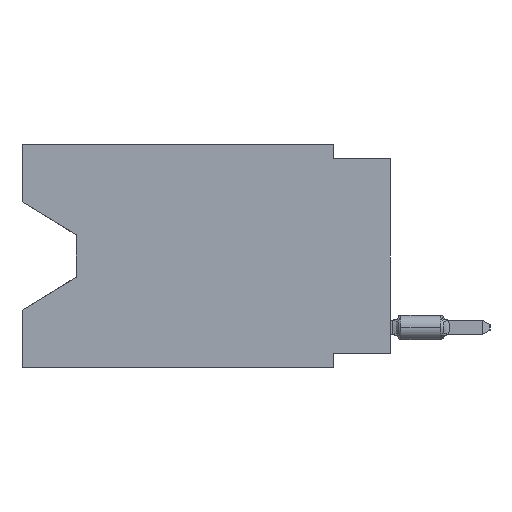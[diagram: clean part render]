
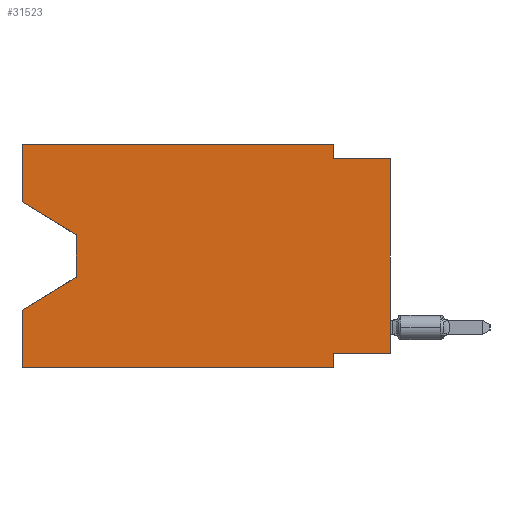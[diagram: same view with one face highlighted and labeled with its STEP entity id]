
A CAD part, left-side view. The second image highlights one B-rep face of the part: STEP entity #31523.
In plain terms, the highlighted planar face has unit normal (-1, 0, 0).
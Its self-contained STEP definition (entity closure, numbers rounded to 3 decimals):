
#1128 = DIRECTION ( 'NONE',  ( 0., 0., -1. ) ) ;
#4722 = CARTESIAN_POINT ( 'NONE',  ( 0., 2.54, -9.271 ) ) ;
#5395 = CARTESIAN_POINT ( 'NONE',  ( 0., 13.97, -5.893 ) ) ;
#5412 = CARTESIAN_POINT ( 'NONE',  ( 0., 13.97, -4.013 ) ) ;
#7086 = DIRECTION ( 'NONE',  ( 0., 0., 1. ) ) ;
#8075 = DIRECTION ( 'NONE',  ( 0., -1., 0. ) ) ;
#8509 = LINE ( 'NONE', #49051, #76432 ) ;
#10754 = EDGE_CURVE ( 'NONE', #77204, #19136, #24153, .T. ) ;
#11443 = CARTESIAN_POINT ( 'NONE',  ( 0., 16.383, -2.546 ) ) ;
#11526 = DIRECTION ( 'NONE',  ( 0., 0., -1. ) ) ;
#11994 = CARTESIAN_POINT ( 'NONE',  ( 0., 2.54, 0. ) ) ;
#12208 = VECTOR ( 'NONE', #38373, 1000. ) ;
#13220 = CARTESIAN_POINT ( 'NONE',  ( 0., 0., -9.271 ) ) ;
#14836 = VERTEX_POINT ( 'NONE', #11443 ) ;
#14960 = VERTEX_POINT ( 'NONE', #24248 ) ;
#15263 = ORIENTED_EDGE ( 'NONE', *, *, #33270, .F. ) ;
#16424 = EDGE_CURVE ( 'NONE', #14836, #14960, #77654, .T. ) ;
#16773 = ORIENTED_EDGE ( 'NONE', *, *, #44135, .F. ) ;
#17099 = EDGE_CURVE ( 'NONE', #41448, #18060, #27145, .T. ) ;
#18060 = VERTEX_POINT ( 'NONE', #23205 ) ;
#18537 = VERTEX_POINT ( 'NONE', #13220 ) ;
#18654 = FACE_OUTER_BOUND ( 'NONE', #51743, .T. ) ;
#18673 = VECTOR ( 'NONE', #31147, 1000. ) ;
#19136 = VERTEX_POINT ( 'NONE', #55371 ) ;
#19396 = CARTESIAN_POINT ( 'NONE',  ( 0., 0., 0. ) ) ;
#20216 = ORIENTED_EDGE ( 'NONE', *, *, #16424, .F. ) ;
#21431 = CARTESIAN_POINT ( 'NONE',  ( 0., 16.383, -2.546 ) ) ;
#22803 = VERTEX_POINT ( 'NONE', #11994 ) ;
#23205 = CARTESIAN_POINT ( 'NONE',  ( 0., 16.383, -7.36 ) ) ;
#23219 = ORIENTED_EDGE ( 'NONE', *, *, #47640, .T. ) ;
#24153 = LINE ( 'NONE', #25049, #87494 ) ;
#24248 = CARTESIAN_POINT ( 'NONE',  ( 0., 16.383, 0. ) ) ;
#25049 = CARTESIAN_POINT ( 'NONE',  ( 0., 0., -0.635 ) ) ;
#27007 = CARTESIAN_POINT ( 'NONE',  ( 0., 2.54, 0. ) ) ;
#27025 = CARTESIAN_POINT ( 'NONE',  ( 0., 0., -9.271 ) ) ;
#27145 = LINE ( 'NONE', #47616, #72282 ) ;
#31147 = DIRECTION ( 'NONE',  ( 0., 0.855, -0.519 ) ) ;
#31523 = ADVANCED_FACE ( 'NONE', ( #18654 ), #67204, .F. ) ;
#32012 = DIRECTION ( 'NONE',  ( 1., 0., 0. ) ) ;
#33270 = EDGE_CURVE ( 'NONE', #22803, #77204, #62169, .T. ) ;
#34233 = VECTOR ( 'NONE', #43244, 1000. ) ;
#34683 = ORIENTED_EDGE ( 'NONE', *, *, #49428, .T. ) ;
#35659 = LINE ( 'NONE', #21431, #81928 ) ;
#35868 = EDGE_CURVE ( 'NONE', #18537, #72337, #81377, .T. ) ;
#38187 = CARTESIAN_POINT ( 'NONE',  ( 0., 13.97, -4.013 ) ) ;
#38373 = DIRECTION ( 'NONE',  ( 0., 0., -1. ) ) ;
#38614 = VERTEX_POINT ( 'NONE', #5395 ) ;
#39686 = DIRECTION ( 'NONE',  ( 0., 0., -1. ) ) ;
#40014 = ORIENTED_EDGE ( 'NONE', *, *, #52089, .T. ) ;
#41448 = VERTEX_POINT ( 'NONE', #66838 ) ;
#41822 = AXIS2_PLACEMENT_3D ( 'NONE', #65881, #32012, #11526 ) ;
#43183 = ORIENTED_EDGE ( 'NONE', *, *, #66745, .F. ) ;
#43244 = DIRECTION ( 'NONE',  ( 0., -1., 0. ) ) ;
#44135 = EDGE_CURVE ( 'NONE', #14960, #22803, #8509, .T. ) ;
#47104 = EDGE_CURVE ( 'NONE', #41448, #47455, #51237, .T. ) ;
#47455 = VERTEX_POINT ( 'NONE', #52791 ) ;
#47616 = CARTESIAN_POINT ( 'NONE',  ( 0., 16.383, 0. ) ) ;
#47640 = EDGE_CURVE ( 'NONE', #18537, #19136, #87122, .T. ) ;
#49051 = CARTESIAN_POINT ( 'NONE',  ( 0., 16.383, 0. ) ) ;
#49428 = EDGE_CURVE ( 'NONE', #38614, #18060, #51638, .T. ) ;
#49790 = DIRECTION ( 'NONE',  ( 0., 0., 1. ) ) ;
#49940 = VECTOR ( 'NONE', #49790, 1000. ) ;
#51237 = LINE ( 'NONE', #65055, #34233 ) ;
#51638 = LINE ( 'NONE', #64125, #18673 ) ;
#51743 = EDGE_LOOP ( 'NONE', ( #81556, #40014, #34683, #71010, #72678, #43183, #63155, #23219, #64534, #15263, #16773, #20216 ) ) ;
#52089 = EDGE_CURVE ( 'NONE', #76245, #38614, #55146, .T. ) ;
#52791 = CARTESIAN_POINT ( 'NONE',  ( 0., 2.54, -9.906 ) ) ;
#55146 = LINE ( 'NONE', #5412, #12208 ) ;
#55371 = CARTESIAN_POINT ( 'NONE',  ( 0., 0., -0.635 ) ) ;
#58385 = CARTESIAN_POINT ( 'NONE',  ( 0., 2.54, -9.906 ) ) ;
#61316 = DIRECTION ( 'NONE',  ( 0., 1., 0. ) ) ;
#62169 = LINE ( 'NONE', #27007, #76225 ) ;
#63155 = ORIENTED_EDGE ( 'NONE', *, *, #35868, .F. ) ;
#63459 = VECTOR ( 'NONE', #39686, 1000. ) ;
#63835 = DIRECTION ( 'NONE',  ( 0., 0., 1. ) ) ;
#64125 = CARTESIAN_POINT ( 'NONE',  ( 0., 13.97, -5.893 ) ) ;
#64534 = ORIENTED_EDGE ( 'NONE', *, *, #10754, .F. ) ;
#64699 = DIRECTION ( 'NONE',  ( 0., -1., 0. ) ) ;
#65055 = CARTESIAN_POINT ( 'NONE',  ( 0., 16.383, -9.906 ) ) ;
#65881 = CARTESIAN_POINT ( 'NONE',  ( 0., 16.383, 0. ) ) ;
#66565 = VECTOR ( 'NONE', #61316, 1000. ) ;
#66745 = EDGE_CURVE ( 'NONE', #72337, #47455, #80237, .T. ) ;
#66838 = CARTESIAN_POINT ( 'NONE',  ( 0., 16.383, -9.906 ) ) ;
#67204 = PLANE ( 'NONE',  #41822 ) ;
#69858 = CARTESIAN_POINT ( 'NONE',  ( 0., 2.54, -0.635 ) ) ;
#70434 = DIRECTION ( 'NONE',  ( 0., -0.855, -0.519 ) ) ;
#71010 = ORIENTED_EDGE ( 'NONE', *, *, #17099, .F. ) ;
#72282 = VECTOR ( 'NONE', #7086, 1000. ) ;
#72337 = VERTEX_POINT ( 'NONE', #4722 ) ;
#72678 = ORIENTED_EDGE ( 'NONE', *, *, #47104, .T. ) ;
#76225 = VECTOR ( 'NONE', #1128, 1000. ) ;
#76245 = VERTEX_POINT ( 'NONE', #38187 ) ;
#76432 = VECTOR ( 'NONE', #8075, 1000. ) ;
#77204 = VERTEX_POINT ( 'NONE', #69858 ) ;
#77654 = LINE ( 'NONE', #82568, #83571 ) ;
#80237 = LINE ( 'NONE', #58385, #63459 ) ;
#81377 = LINE ( 'NONE', #27025, #66565 ) ;
#81556 = ORIENTED_EDGE ( 'NONE', *, *, #81612, .T. ) ;
#81612 = EDGE_CURVE ( 'NONE', #14836, #76245, #35659, .T. ) ;
#81928 = VECTOR ( 'NONE', #70434, 1000. ) ;
#82568 = CARTESIAN_POINT ( 'NONE',  ( 0., 16.383, 0. ) ) ;
#83571 = VECTOR ( 'NONE', #63835, 1000. ) ;
#87122 = LINE ( 'NONE', #19396, #49940 ) ;
#87494 = VECTOR ( 'NONE', #64699, 1000. ) ;
